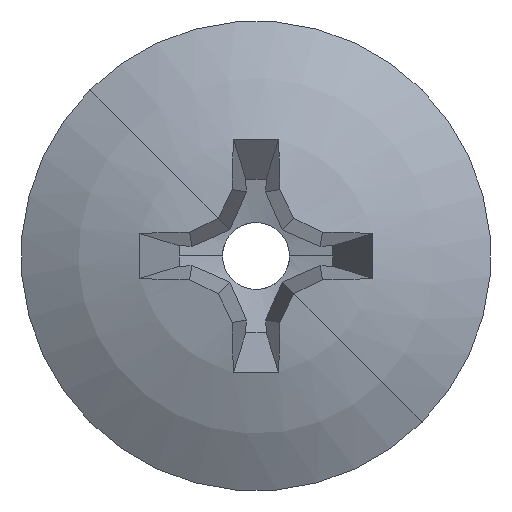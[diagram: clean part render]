
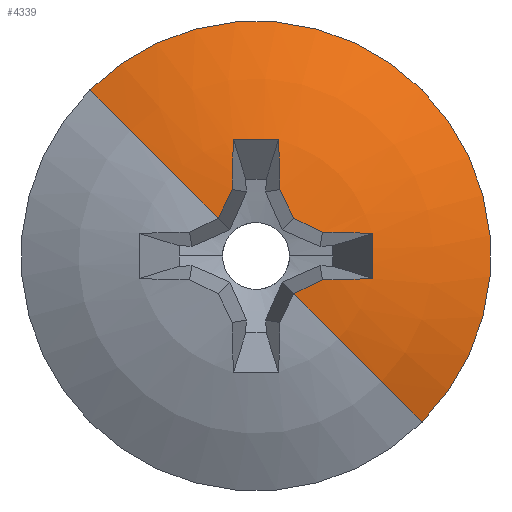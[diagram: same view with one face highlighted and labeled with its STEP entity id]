
A CAD part, left-side view. The second image highlights one B-rep face of the part: STEP entity #4339.
In plain terms, the highlighted spherical face has radius 8.795 mm.
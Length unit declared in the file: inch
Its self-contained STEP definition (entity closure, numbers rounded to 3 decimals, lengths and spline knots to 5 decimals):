
#1782=CARTESIAN_POINT('',(-0.12562,-0.04971,
0.02338));
#1783=CARTESIAN_POINT('',(-0.12595,-0.04872,
0.02055));
#1784=CARTESIAN_POINT('',(-0.12652,-0.04681,
0.01509));
#1785=CARTESIAN_POINT('',(-0.12714,-0.04405,
0.00726));
#1786=CARTESIAN_POINT('',(-0.12741,-0.04232,
0.0024));
#1787=CARTESIAN_POINT('',(-0.12751,-0.04146,0.));
#1789=CARTESIAN_POINT('',(0.21277,0.01856,
0.01856));
#1790=DIRECTION('',(-0.131,0.701,0.701));
#1791=DIRECTION('',(-0.98,-0.198,0.014));
#1792=AXIS2_PLACEMENT_3D('',#1789,#1790,#1791);
#1794=CARTESIAN_POINT('',(0.19741,0.03114,
-0.03114));
#1795=DIRECTION('',(-0.393,0.65,-0.65));
#1796=DIRECTION('',(-0.918,-0.314,0.242));
#1797=AXIS2_PLACEMENT_3D('',#1794,#1795,#1796);
#1799=CARTESIAN_POINT('',(0.21277,-0.01856,
-0.01856));
#1800=DIRECTION('',(0.131,0.701,0.701));
#1801=DIRECTION('',(-0.98,-0.014,0.198));
#1802=AXIS2_PLACEMENT_3D('',#1799,#1800,#1801);
#1804=CARTESIAN_POINT('',(-0.12751,0.,0.04146));
#1805=CARTESIAN_POINT('',(-0.1274,-0.00254,
0.04237));
#1806=CARTESIAN_POINT('',(-0.12712,-0.0076,
0.04417));
#1807=CARTESIAN_POINT('',(-0.12653,-0.01501,
0.04679));
#1808=CARTESIAN_POINT('',(-0.12596,-0.02052,
0.04871));
#1809=CARTESIAN_POINT('',(-0.12562,-0.02338,
0.04971));
#1811=CARTESIAN_POINT('',(-0.12562,0.02338,
0.04971));
#1812=CARTESIAN_POINT('',(-0.12596,0.0205,
0.04871));
#1813=CARTESIAN_POINT('',(-0.12653,0.01497,
0.04677));
#1814=CARTESIAN_POINT('',(-0.12712,0.00753,
0.04415));
#1815=CARTESIAN_POINT('',(-0.1274,0.00251,
0.04236));
#1816=CARTESIAN_POINT('',(-0.12751,0.,0.04146));
#1818=CARTESIAN_POINT('',(0.21277,0.01856,
-0.01856));
#1819=DIRECTION('',(0.131,-0.701,0.701));
#1820=DIRECTION('',(-0.957,0.096,0.275));
#1821=AXIS2_PLACEMENT_3D('',#1818,#1819,#1820);
#1823=CARTESIAN_POINT('',(0.19741,-0.03114,
-0.03114));
#1824=DIRECTION('',(0.393,0.65,0.65));
#1825=DIRECTION('',(-0.918,0.314,0.242));
#1826=AXIS2_PLACEMENT_3D('',#1823,#1824,#1825);
#1828=CARTESIAN_POINT('',(0.21277,-0.01856,
0.01856));
#1829=DIRECTION('',(0.131,0.701,-0.701));
#1830=DIRECTION('',(-0.98,0.198,0.014));
#1831=AXIS2_PLACEMENT_3D('',#1828,#1829,#1830);
#1833=CARTESIAN_POINT('',(-0.12751,0.04146,0.));
#1834=CARTESIAN_POINT('',(-0.12741,0.04232,
0.0024));
#1835=CARTESIAN_POINT('',(-0.12714,0.04405,
0.00725));
#1836=CARTESIAN_POINT('',(-0.12652,0.04681,
0.01508));
#1837=CARTESIAN_POINT('',(-0.12595,0.04872,
0.02055));
#1838=CARTESIAN_POINT('',(-0.12562,0.04971,
0.02338));
#1840=CARTESIAN_POINT('',(-0.078,0.,0.));
#1841=DIRECTION('',(1.,0.,0.));
#1842=DIRECTION('',(0.,1.,0.));
#1843=AXIS2_PLACEMENT_3D('',#1840,#1841,#1842);
#1918=CARTESIAN_POINT('',(0.21625,0.,0.));
#1919=DIRECTION('',(0.,0.,-1.));
#1920=DIRECTION('',(-0.85,-0.527,0.));
#1921=AXIS2_PLACEMENT_3D('',#1918,#1919,#1920);
#1928=CARTESIAN_POINT('',(0.21625,0.,0.));
#1929=DIRECTION('',(0.,0.,1.));
#1930=DIRECTION('',(-0.85,0.527,0.));
#1931=AXIS2_PLACEMENT_3D('',#1928,#1929,#1930);
#3204=CARTESIAN_POINT('',(-0.078,0.1825,0.));
#3206=VERTEX_POINT('',#3204);
#3208=CARTESIAN_POINT('',(-0.078,-0.1825,0.));
#3210=VERTEX_POINT('',#3208);
#3291=VERTEX_POINT('',#1782);
#3292=VERTEX_POINT('',#1787);
#3293=CARTESIAN_POINT('',(-0.11747,-0.07649,
0.05169));
#3294=VERTEX_POINT('',#3293);
#3295=CARTESIAN_POINT('',(-0.11747,-0.05169,
0.07649));
#3296=VERTEX_POINT('',#3295);
#3297=CARTESIAN_POINT('',(-0.12562,-0.02338,
0.04971));
#3298=VERTEX_POINT('',#3297);
#3299=VERTEX_POINT('',#1804);
#3300=VERTEX_POINT('',#1811);
#3301=CARTESIAN_POINT('',(-0.11747,0.05169,
0.07649));
#3302=VERTEX_POINT('',#3301);
#3303=CARTESIAN_POINT('',(-0.11747,0.07649,
0.05169));
#3304=VERTEX_POINT('',#3303);
#3305=CARTESIAN_POINT('',(-0.12562,0.04971,
0.02338));
#3306=VERTEX_POINT('',#3305);
#3307=VERTEX_POINT('',#1833);
#4308=CARTESIAN_POINT('',(0.21625,0.,0.));
#4309=DIRECTION('',(1.,0.,0.));
#4310=DIRECTION('',(0.,-1.,0.));
#4311=AXIS2_PLACEMENT_3D('',#4308,#4309,#4310);
#4312=SPHERICAL_SURFACE('',#4311,0.34625);
#4314=ORIENTED_EDGE('',*,*,#4313,.F.);
#4315=ORIENTED_EDGE('',*,*,#4301,.T.);
#4316=ORIENTED_EDGE('',*,*,#4289,.T.);
#4318=ORIENTED_EDGE('',*,*,#4317,.F.);
#4320=ORIENTED_EDGE('',*,*,#4319,.F.);
#4322=ORIENTED_EDGE('',*,*,#4321,.F.);
#4324=ORIENTED_EDGE('',*,*,#4323,.F.);
#4326=ORIENTED_EDGE('',*,*,#4325,.F.);
#4328=ORIENTED_EDGE('',*,*,#4327,.F.);
#4330=ORIENTED_EDGE('',*,*,#4329,.F.);
#4332=ORIENTED_EDGE('',*,*,#4331,.F.);
#4334=ORIENTED_EDGE('',*,*,#4333,.T.);
#4336=ORIENTED_EDGE('',*,*,#4335,.T.);
#4337=EDGE_LOOP('',(#4314,#4315,#4316,#4318,#4320,#4322,#4324,#4326,#4328,#4330,
#4332,#4334,#4336));
#4338=FACE_OUTER_BOUND('',#4337,.F.);
#1788=B_SPLINE_CURVE_WITH_KNOTS('',3,(#1782,#1783,#1784,#1785,#1786,#1787),
.UNSPECIFIED.,.F.,.F.,(4,1,1,4),(0.,0.33333,0.66667,1.),
.UNSPECIFIED.);
#1793=CIRCLE('',#1792,0.34524);
#1798=CIRCLE('',#1797,0.34292);
#1803=CIRCLE('',#1802,0.34524);
#1810=B_SPLINE_CURVE_WITH_KNOTS('',3,(#1804,#1805,#1806,#1807,#1808,#1809),
.UNSPECIFIED.,.F.,.F.,(4,1,1,4),(0.,0.33333,0.66667,1.),
.UNSPECIFIED.);
#1817=B_SPLINE_CURVE_WITH_KNOTS('',3,(#1811,#1812,#1813,#1814,#1815,#1816),
.UNSPECIFIED.,.F.,.F.,(4,1,1,4),(0.,0.33333,0.66667,1.),
.UNSPECIFIED.);
#1822=CIRCLE('',#1821,0.34524);
#1827=CIRCLE('',#1826,0.34292);
#1832=CIRCLE('',#1831,0.34524);
#1839=B_SPLINE_CURVE_WITH_KNOTS('',3,(#1833,#1834,#1835,#1836,#1837,#1838),
.UNSPECIFIED.,.F.,.F.,(4,1,1,4),(0.,0.33333,0.66667,1.),
.UNSPECIFIED.);
#1844=CIRCLE('',#1843,0.1825);
#1922=CIRCLE('',#1921,0.34625);
#1932=CIRCLE('',#1931,0.34625);
#4289=EDGE_CURVE('',#3294,#3296,#1798,.T.);
#4301=EDGE_CURVE('',#3291,#3294,#1793,.T.);
#4313=EDGE_CURVE('',#3291,#3292,#1788,.T.);
#4317=EDGE_CURVE('',#3298,#3296,#1803,.T.);
#4319=EDGE_CURVE('',#3299,#3298,#1810,.T.);
#4321=EDGE_CURVE('',#3300,#3299,#1817,.T.);
#4323=EDGE_CURVE('',#3302,#3300,#1822,.T.);
#4325=EDGE_CURVE('',#3304,#3302,#1827,.T.);
#4327=EDGE_CURVE('',#3306,#3304,#1832,.T.);
#4329=EDGE_CURVE('',#3307,#3306,#1839,.T.);
#4331=EDGE_CURVE('',#3206,#3307,#1932,.T.);
#4333=EDGE_CURVE('',#3206,#3210,#1844,.T.);
#4335=EDGE_CURVE('',#3210,#3292,#1922,.T.);
#4339=ADVANCED_FACE('',(#4338),#4312,.T.);
